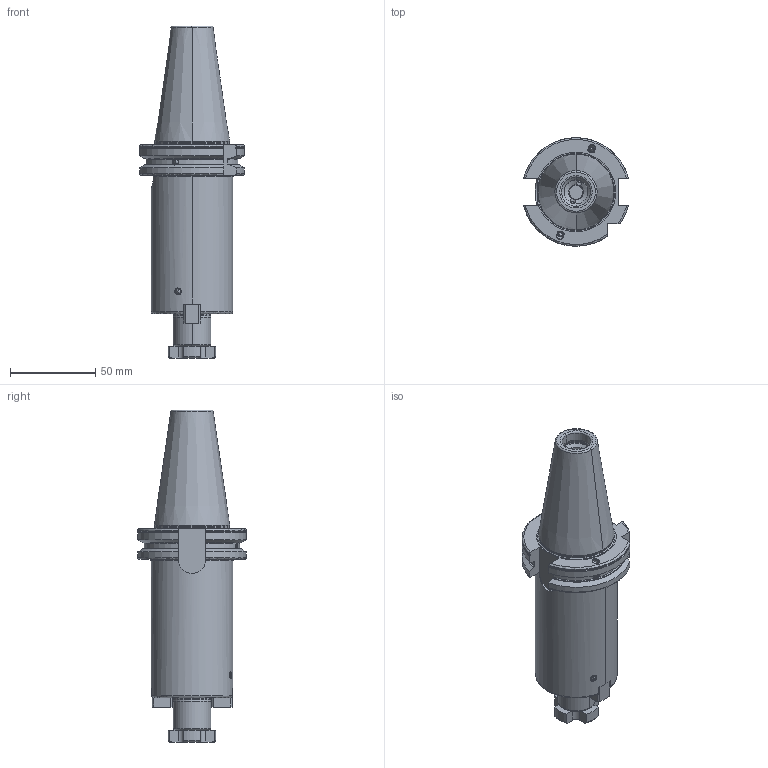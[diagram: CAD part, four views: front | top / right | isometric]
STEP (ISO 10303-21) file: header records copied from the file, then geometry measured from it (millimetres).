
FILE_DESCRIPTION((''),'2;1');
FILE_NAME('DC_403_11_22_1','2020-11-30T',('101107'),(''),'CREO PARAMETRIC BY PTC INC, 2016260','CREO PARAMETRIC BY PTC INC, 2016260','');
FILE_SCHEMA(('CONFIG_CONTROL_DESIGN'));
Length unit declared in the file: millimetre
Products named in the file (1): DC_403_11_22_1
Bounding box: 61.48 x 63.54 x 194.4 mm (x, y, z)
Volume: 246977.1 mm3; surface area: 42769.1 mm2
Topology: 1 solids, 17 shells, 515 faces, 1227 edges, 723 vertices
Faces by surface type: cone 180, cylinder 133, plane 126, torus 60, sphere 16
Entity records: 15661 total; most frequent: CARTESIAN_POINT 3786, DIRECTION 2601, ORIENTED_EDGE 2394, EDGE_CURVE 1197, AXIS2_PLACEMENT_3D 1038, VERTEX_POINT 723, EDGE_LOOP 546, VECTOR 525
